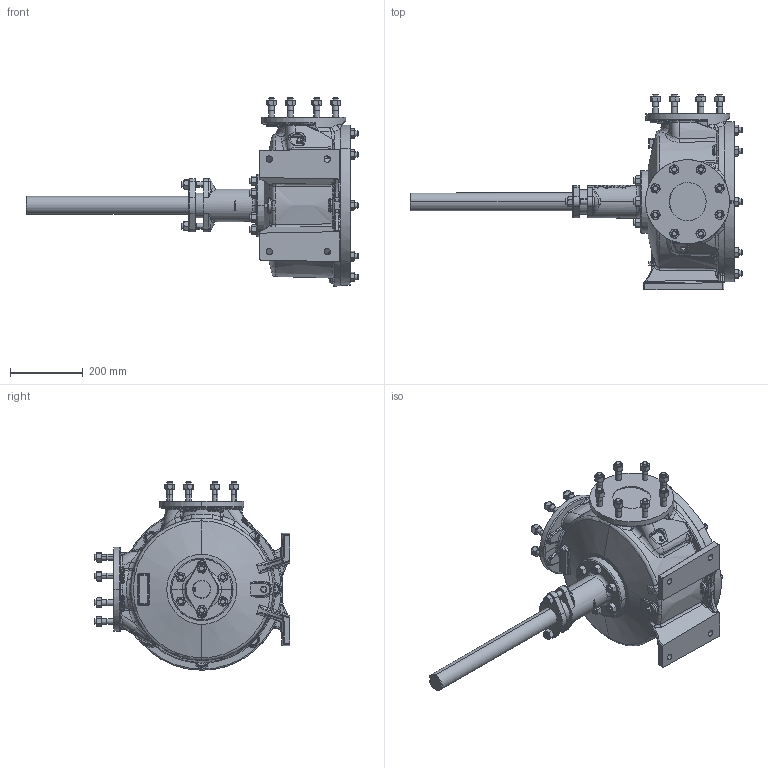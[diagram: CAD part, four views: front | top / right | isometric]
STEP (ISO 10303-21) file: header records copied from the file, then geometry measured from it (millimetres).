
FILE_DESCRIPTION (( 'STEP AP214' ), '1' );
FILE_NAME ('M32.STEP', '2016-12-19T21:50:57', ( '' ), ( '' ), 'SwSTEP 2.0', 'SolidWorks 2016', '' );
FILE_SCHEMA (( 'AUTOMOTIVE_DESIGN' ));
Length unit declared in the file: inch
Products named in the file (2): M32
Bounding box: 910.59 x 536.45 x 517.08 mm (x, y, z)
Volume: 33947835.2 mm3; surface area: 1081949.9 mm2
Topology: 1 solids, 1 shells, 1963 faces, 4637 edges, 2802 vertices
Faces by surface type: cone 508, plane 488, bspline 466, cylinder 319, torus 130, sphere 52
Entity records: 128263 total; most frequent: CARTESIAN_POINT 73875, ORIENTED_EDGE 9226, DIRECTION 7142, EDGE_CURVE 4613, AXIS2_PLACEMENT_3D 3085, VERTEX_POINT 2800, EDGE_LOOP 2123, ADVANCED_FACE 1963
